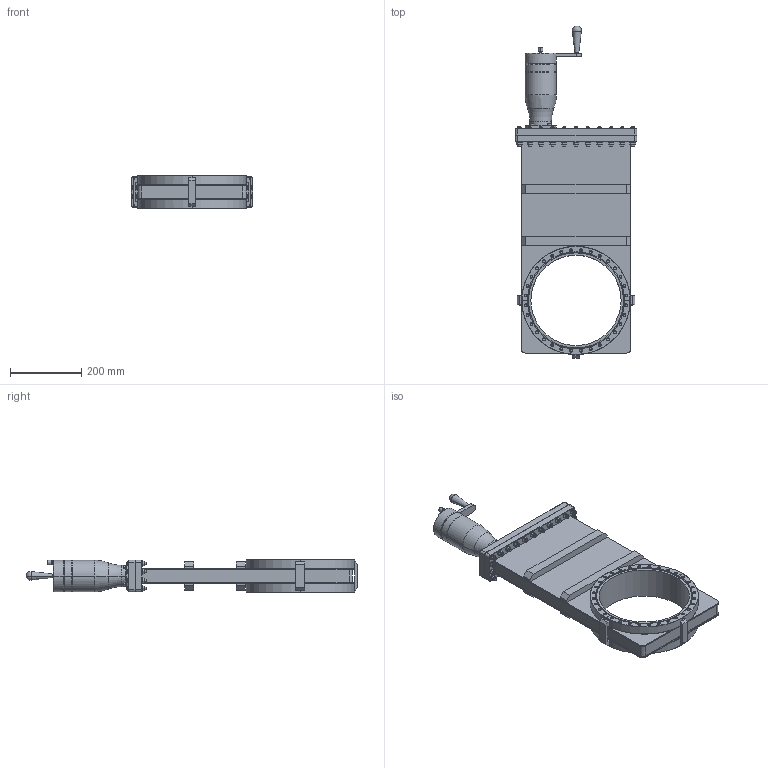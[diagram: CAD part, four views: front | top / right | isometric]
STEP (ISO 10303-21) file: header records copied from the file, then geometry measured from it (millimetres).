
FILE_DESCRIPTION((''),'2;1');
FILE_NAME('11120-1004','2016-05-27T',('jd'),(''),'PRO/ENGINEER BY PARAMETRIC TECHNOLOGY CORPORATION, 2013410','PRO/ENGINEER BY PARAMETRIC TECHNOLOGY CORPORATION, 2013410','');
FILE_SCHEMA(('CONFIG_CONTROL_DESIGN'));
Length unit declared in the file: inch
Products named in the file (1): 11120-1004
Bounding box: 341.38 x 933.86 x 92.81 mm (x, y, z)
Volume: 9474324.9 mm3; surface area: 771510.1 mm2
Topology: 4 solids, 68 shells, 2241 faces, 5101 edges, 3141 vertices
Faces by surface type: plane 1209, cone 541, cylinder 473, torus 14, bspline 2, sphere 2
Entity records: 64113 total; most frequent: CARTESIAN_POINT 14278, DIRECTION 10350, ORIENTED_EDGE 9942, EDGE_CURVE 5099, AXIS2_PLACEMENT_3D 3789, VERTEX_POINT 3141, VECTOR 2772, LINE 2772
